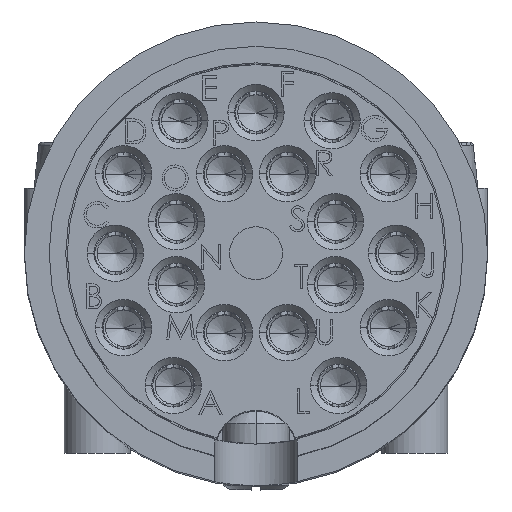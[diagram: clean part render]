
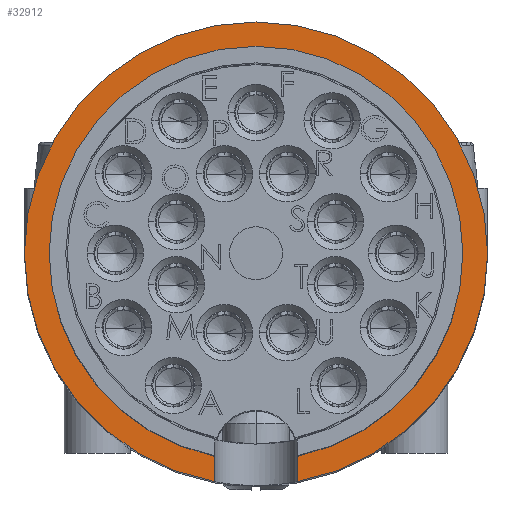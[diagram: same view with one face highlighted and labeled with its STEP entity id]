
A CAD part, top view. The second image highlights one B-rep face of the part: STEP entity #32912.
In plain terms, the highlighted face is planar.
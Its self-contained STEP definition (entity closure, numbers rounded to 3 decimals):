
#6 = VERTEX_POINT ( 'NONE', #3128 ) ;
#78 = EDGE_CURVE ( 'NONE', #6, #33316, #5192, .T. ) ;
#111 = EDGE_CURVE ( 'NONE', #4870, #32401, #30300, .T. ) ;
#698 = DIRECTION ( 'NONE',  ( -1., 0., 0. ) ) ;
#1942 = EDGE_CURVE ( 'NONE', #15285, #27981, #16650, .T. ) ;
#2572 = DIRECTION ( 'NONE',  ( 0., 1., 0. ) ) ;
#3128 = CARTESIAN_POINT ( 'NONE',  ( 8.9, 6.124, 1.25 ) ) ;
#3605 = PLANE ( 'NONE',  #5630 ) ;
#3980 = AXIS2_PLACEMENT_3D ( 'NONE', #14945, #698, #12131 ) ;
#4870 = VERTEX_POINT ( 'NONE', #26148 ) ;
#5192 = LINE ( 'NONE', #28060, #19519 ) ;
#5390 = CARTESIAN_POINT ( 'NONE',  ( 8.9, 0., 0. ) ) ;
#5630 = AXIS2_PLACEMENT_3D ( 'NONE', #12586, #15409, #6224 ) ;
#5657 = DIRECTION ( 'NONE',  ( -1., 0., 0. ) ) ;
#6224 = DIRECTION ( 'NONE',  ( 0., 0., 1. ) ) ;
#6981 = ORIENTED_EDGE ( 'NONE', *, *, #19899, .T. ) ;
#8359 = CARTESIAN_POINT ( 'NONE',  ( 8.9, 7.001, -1.25 ) ) ;
#8564 = DIRECTION ( 'NONE',  ( -1., 0., 0. ) ) ;
#8862 = EDGE_CURVE ( 'NONE', #27981, #35444, #26428, .T. ) ;
#9206 = EDGE_LOOP ( 'NONE', ( #29170, #18780, #6981, #24332, #25297, #17774, #31445, #24713 ) ) ;
#10055 = AXIS2_PLACEMENT_3D ( 'NONE', #35825, #5657, #11280 ) ;
#10510 = AXIS2_PLACEMENT_3D ( 'NONE', #5390, #28455, #22286 ) ;
#11280 = DIRECTION ( 'NONE',  ( 0., 0., 1. ) ) ;
#12131 = DIRECTION ( 'NONE',  ( 0., 0., 1. ) ) ;
#12313 = CARTESIAN_POINT ( 'NONE',  ( 8.9, 0., -7. ) ) ;
#12586 = CARTESIAN_POINT ( 'NONE',  ( 8.9, 0., 0. ) ) ;
#12908 = CIRCLE ( 'NONE', #10510, 6.25 ) ;
#14350 = EDGE_CURVE ( 'NONE', #32401, #15699, #15927, .T. ) ;
#14557 = LINE ( 'NONE', #8359, #20061 ) ;
#14816 = CARTESIAN_POINT ( 'NONE',  ( 8.9, 0., 0. ) ) ;
#14945 = CARTESIAN_POINT ( 'NONE',  ( 8.9, 0., 0. ) ) ;
#15285 = VERTEX_POINT ( 'NONE', #19695 ) ;
#15409 = DIRECTION ( 'NONE',  ( -1., 0., 0. ) ) ;
#15699 = VERTEX_POINT ( 'NONE', #31616 ) ;
#15927 = CIRCLE ( 'NONE', #3980, 7. ) ;
#16650 = CIRCLE ( 'NONE', #10055, 6.25 ) ;
#17169 = AXIS2_PLACEMENT_3D ( 'NONE', #34221, #8564, #20002 ) ;
#17774 = ORIENTED_EDGE ( 'NONE', *, *, #8862, .F. ) ;
#18780 = ORIENTED_EDGE ( 'NONE', *, *, #14350, .T. ) ;
#19519 = VECTOR ( 'NONE', #2572, 1000. ) ;
#19692 = CARTESIAN_POINT ( 'NONE',  ( 8.9, 6.887, 1.25 ) ) ;
#19695 = CARTESIAN_POINT ( 'NONE',  ( 8.9, 6.124, -1.25 ) ) ;
#19899 = EDGE_CURVE ( 'NONE', #15699, #33316, #22129, .T. ) ;
#20002 = DIRECTION ( 'NONE',  ( 0., 0., 1. ) ) ;
#20061 = VECTOR ( 'NONE', #20186, 1000. ) ;
#20186 = DIRECTION ( 'NONE',  ( 0., 1., 0. ) ) ;
#20823 = DIRECTION ( 'NONE',  ( 0., 0., 1. ) ) ;
#20914 = DIRECTION ( 'NONE',  ( 0., 0., 1. ) ) ;
#21044 = FACE_OUTER_BOUND ( 'NONE', #9206, .T. ) ;
#22116 = CARTESIAN_POINT ( 'NONE',  ( 8.9, 0., -6.25 ) ) ;
#22129 = CIRCLE ( 'NONE', #22748, 7. ) ;
#22286 = DIRECTION ( 'NONE',  ( 0., 0., 1. ) ) ;
#22748 = AXIS2_PLACEMENT_3D ( 'NONE', #14816, #34655, #20823 ) ;
#24332 = ORIENTED_EDGE ( 'NONE', *, *, #78, .F. ) ;
#24713 = ORIENTED_EDGE ( 'NONE', *, *, #25321, .T. ) ;
#25297 = ORIENTED_EDGE ( 'NONE', *, *, #36917, .F. ) ;
#25321 = EDGE_CURVE ( 'NONE', #15285, #4870, #14557, .T. ) ;
#26148 = CARTESIAN_POINT ( 'NONE',  ( 8.9, 6.887, -1.25 ) ) ;
#26428 = CIRCLE ( 'NONE', #34794, 6.25 ) ;
#27981 = VERTEX_POINT ( 'NONE', #22116 ) ;
#28060 = CARTESIAN_POINT ( 'NONE',  ( 8.9, 7.001, 1.25 ) ) ;
#28313 = CARTESIAN_POINT ( 'NONE',  ( 8.9, 0., 6.25 ) ) ;
#28455 = DIRECTION ( 'NONE',  ( -1., 0., 0. ) ) ;
#29170 = ORIENTED_EDGE ( 'NONE', *, *, #111, .T. ) ;
#30300 = CIRCLE ( 'NONE', #17169, 7. ) ;
#31445 = ORIENTED_EDGE ( 'NONE', *, *, #1942, .F. ) ;
#31616 = CARTESIAN_POINT ( 'NONE',  ( 8.9, 0., 7. ) ) ;
#32401 = VERTEX_POINT ( 'NONE', #12313 ) ;
#32912 = ADVANCED_FACE ( 'NONE', ( #21044 ), #3605, .T. ) ;
#33316 = VERTEX_POINT ( 'NONE', #19692 ) ;
#34221 = CARTESIAN_POINT ( 'NONE',  ( 8.9, 0., 0. ) ) ;
#34578 = DIRECTION ( 'NONE',  ( -1., 0., 0. ) ) ;
#34655 = DIRECTION ( 'NONE',  ( -1., 0., 0. ) ) ;
#34794 = AXIS2_PLACEMENT_3D ( 'NONE', #34951, #34578, #20914 ) ;
#34951 = CARTESIAN_POINT ( 'NONE',  ( 8.9, 0., 0. ) ) ;
#35444 = VERTEX_POINT ( 'NONE', #28313 ) ;
#35825 = CARTESIAN_POINT ( 'NONE',  ( 8.9, 0., 0. ) ) ;
#36917 = EDGE_CURVE ( 'NONE', #35444, #6, #12908, .T. ) ;
